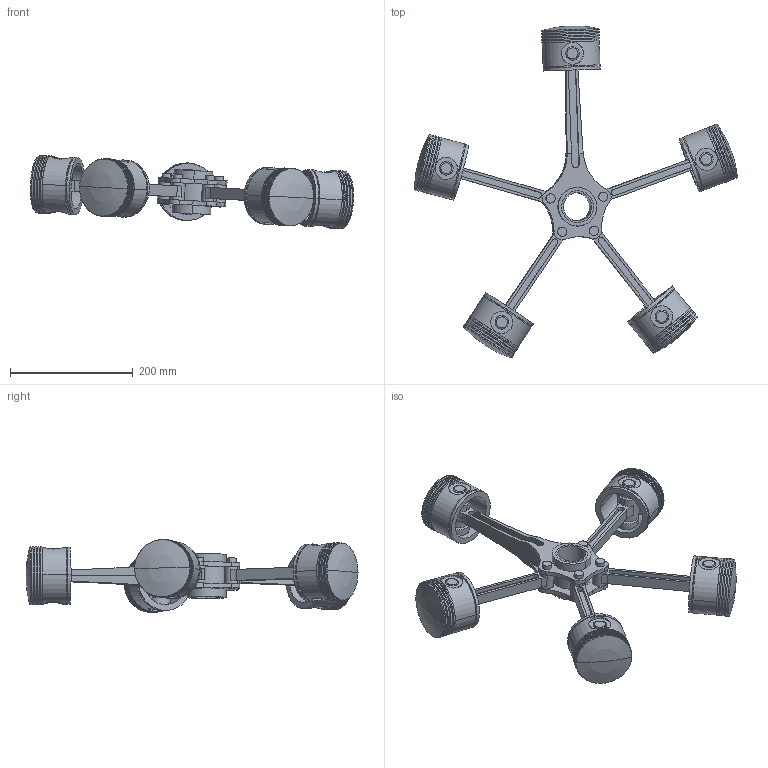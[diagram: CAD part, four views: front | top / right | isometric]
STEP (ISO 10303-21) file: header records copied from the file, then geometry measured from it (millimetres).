
FILE_DESCRIPTION(('CATIA V5 STEP Exchange','CAx-IF Rec.Pracs.--- Model Styling and Organization---1.5--- 2016-08-15','CAx-IF Rec.Pracs.---Supplemental Geometry---1.0---2011-11-01','CAx-IF Rec.Pracs.--- Composite Materials ---3.4---2017-06-13','CAx-IF Rec.Pracs.---Tessellated 3D Geometry---1.0---2015-12-17'),'2;1');
FILE_NAME('Radial Engine Assembly-step file.stp','2024-05-16T08:54:17+00:00',('none'),('none'),'CATIA Version 5-6 Release 2020','CATIA V5 STEP AP242 v1','none');
FILE_SCHEMA(('AP242_MANAGED_MODEL_BASED_3D_ENGINEERING_MIM_LF {1 0 10303 442 1 1 4}'));
Length unit declared in the file: millimetre
Products named in the file (13): Radial Engine Assembly; Master Rod Assembly; Master Rod; Master rod bearing; Rod bush upper; Piston; Piston pin; Pin pin plug; Piston Ring; Articulated Rod assembly; Articulated Rod; Rod bush lower; Link Pin
Assembly tree (31 placements, depth 3):
  Radial Engine Assembly
    Master Rod Assembly
      Master Rod
      Master rod bearing
      Rod bush upper
      Piston
      Piston pin
      Pin pin plug  x2
      Piston Ring  x4
    Articulated Rod assembly  x4
      Articulated Rod
      Rod bush lower
      Rod bush upper
      Piston
      Piston pin
      Pin pin plug
      Piston Ring
    Link Pin  x4
Bounding box: 526.79 x 541.11 x 119.25 mm (x, y, z)
Volume: 1722394.5 mm3; surface area: 710047.5 mm2
Topology: 59 solids, 59 shells, 877 faces, 1915 edges, 1245 vertices
Faces by surface type: cylinder 533, plane 304, torus 20, bspline 10, sphere 10
Entity records: 6883 total; most frequent: CARTESIAN_POINT 1952, ORIENTED_EDGE 1002, DIRECTION 807, EDGE_CURVE 501, AXIS2_PLACEMENT_3D 446, VERTEX_POINT 329, CIRCLE 272, EDGE_LOOP 270
